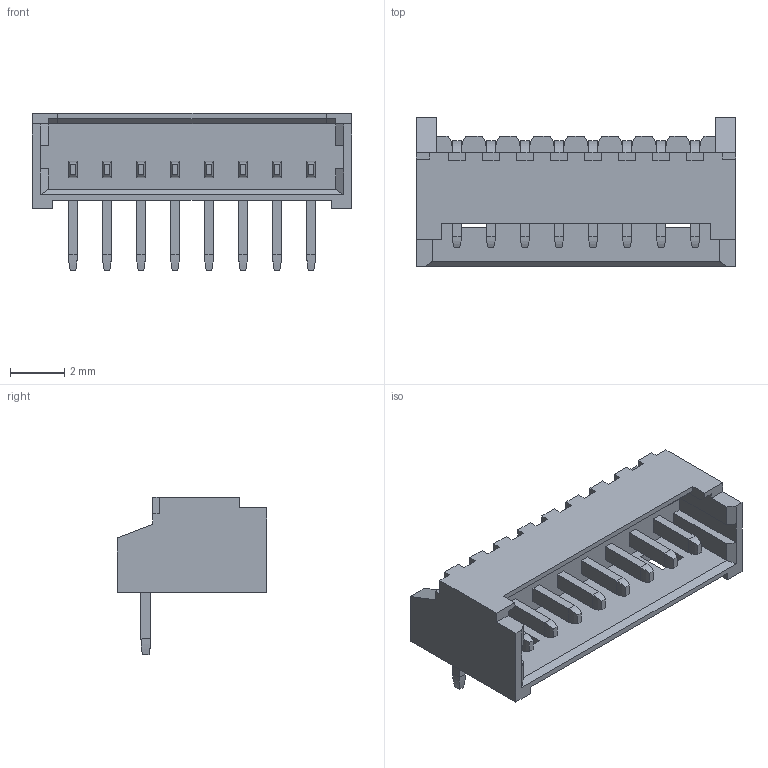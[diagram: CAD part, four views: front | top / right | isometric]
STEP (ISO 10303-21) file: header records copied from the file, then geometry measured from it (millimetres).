
FILE_DESCRIPTION(('FreeCAD Model'),'2;1');
FILE_NAME('_30480810_cp.step','2019-10-07T17:48:14',( 'kicad StepUp'),('ksu MCAD'),'Open CASCADE STEP processor 7.3', 'FreeCAD','Unknown');
FILE_SCHEMA(('AUTOMOTIVE_DESIGN { 1 0 10303 214 1 1 1 1 }'));
Length unit declared in the file: millimetre
Products named in the file (1): _30480810_cp
Bounding box: 11.75 x 5.5 x 5.8 mm (x, y, z)
Volume: 89.1 mm3; surface area: 342.7 mm2
Topology: 1 solids, 1 shells, 290 faces, 786 edges, 522 vertices
Faces by surface type: plane 218, bspline 64, cylinder 8
Entity records: 12524 total; most frequent: CARTESIAN_POINT 3519, ORIENTED_EDGE 1540, DIRECTION 1208, EDGE_CURVE 770, LINE 690, VECTOR 690, VERTEX_POINT 490, FACE_BOUND 302
